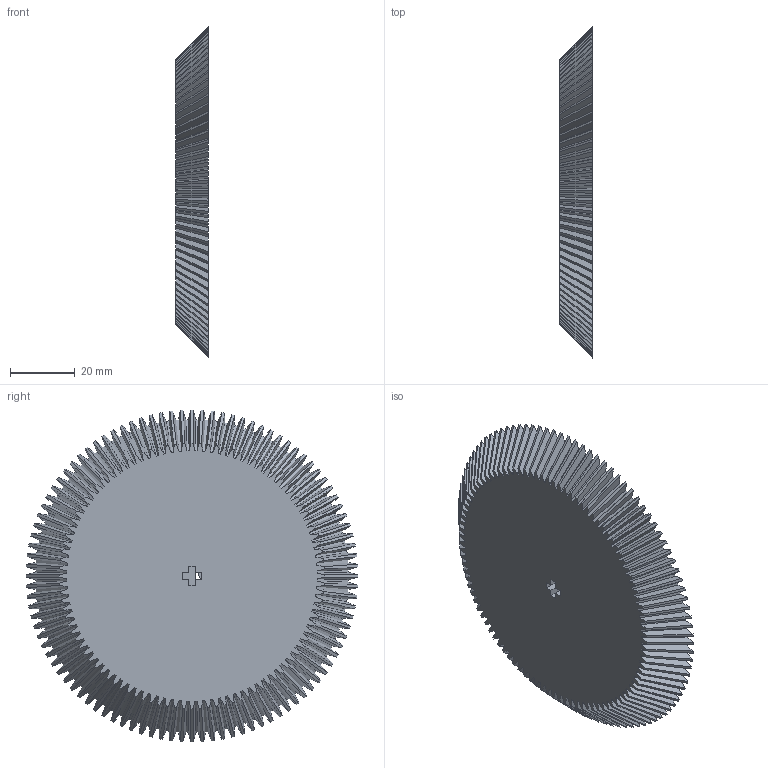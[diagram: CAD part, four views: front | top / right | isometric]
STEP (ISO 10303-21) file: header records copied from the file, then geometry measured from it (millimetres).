
FILE_DESCRIPTION(('FreeCAD Model'),'2;1');
FILE_NAME('Open CASCADE Shape Model','2021-04-05T22:23:33',('Author'),( ''),'Open CASCADE STEP processor 7.5','FreeCAD','Unknown');
FILE_SCHEMA(('AUTOMOTIVE_DESIGN { 1 0 10303 214 1 1 1 1 }'));
Length unit declared in the file: millimetre
Products named in the file (1): 100T+key1
Bounding box: 10 x 102.87 x 102.87 mm (x, y, z)
Surface area: 20835.1 mm2 (no closed solid volume)
Topology: 0 solids, 1 shells, 423 faces, 1271 edges, 846 vertices
Faces by surface type: bspline 402, plane 21
Entity records: 29583 total; most frequent: CARTESIAN_POINT 12713, B_SPLINE_CURVE_WITH_KNOTS 3613, ORIENTED_EDGE 2524, PCURVE 2524, DEFINITIONAL_REPRESENTATION 2524, EDGE_CURVE 1262, SURFACE_CURVE 1262, VERTEX_POINT 842
